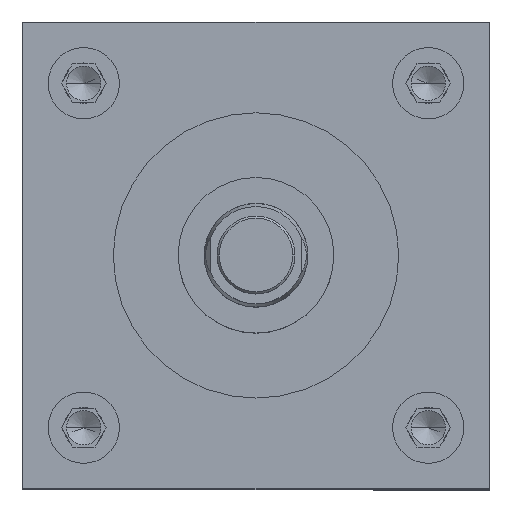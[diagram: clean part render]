
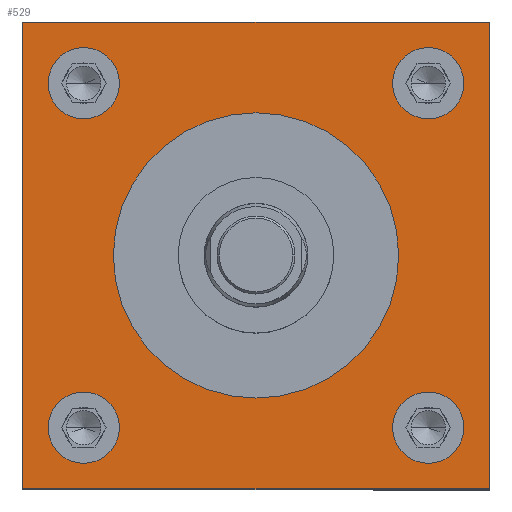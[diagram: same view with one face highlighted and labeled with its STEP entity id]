
A CAD part, top view. The second image highlights one B-rep face of the part: STEP entity #529.
In plain terms, the highlighted planar face has unit normal (0, 0, 1).
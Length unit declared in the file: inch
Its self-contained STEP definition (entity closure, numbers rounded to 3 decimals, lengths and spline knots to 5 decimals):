
#13 = EDGE_CURVE ( 'NONE', #1265, #395, #1332, .T. ) ;
#76 = AXIS2_PLACEMENT_3D ( 'NONE', #2400, #525, #4395 ) ;
#97 = DIRECTION ( 'NONE',  ( 0., 0., 1. ) ) ;
#136 = VERTEX_POINT ( 'NONE', #3004 ) ;
#226 = CARTESIAN_POINT ( 'NONE',  ( -1.66, -1.66, 6.25 ) ) ;
#295 = ORIENTED_EDGE ( 'NONE', *, *, #2214, .F. ) ;
#312 = CARTESIAN_POINT ( 'NONE',  ( 1.3165, -1.66, 6.25 ) ) ;
#390 = LINE ( 'NONE', #1278, #740 ) ;
#395 = VERTEX_POINT ( 'NONE', #2945 ) ;
#435 = CARTESIAN_POINT ( 'NONE',  ( 1.3165, 1.66, 6.25 ) ) ;
#458 = ORIENTED_EDGE ( 'NONE', *, *, #3372, .T. ) ;
#525 = DIRECTION ( 'NONE',  ( 0., 0., 1. ) ) ;
#529 = ADVANCED_FACE ( 'NONE', ( #3546, #3047, #5020, #2608, #5465, #1635 ), #4992, .F. ) ;
#582 = DIRECTION ( 'NONE',  ( 0., 0., 1. ) ) ;
#597 = CARTESIAN_POINT ( 'NONE',  ( 1.66, -1.66, 6.25 ) ) ;
#635 = VERTEX_POINT ( 'NONE', #1169 ) ;
#672 = DIRECTION ( 'NONE',  ( 1., 0., 0. ) ) ;
#737 = EDGE_CURVE ( 'NONE', #5368, #2639, #3878, .T. ) ;
#740 = VECTOR ( 'NONE', #5206, 39.37008 ) ;
#792 = VERTEX_POINT ( 'NONE', #1914 ) ;
#836 = LINE ( 'NONE', #4664, #5546 ) ;
#872 = VERTEX_POINT ( 'NONE', #2481 ) ;
#883 = CARTESIAN_POINT ( 'NONE',  ( 1.66, 1.66, 6.25 ) ) ;
#921 = CARTESIAN_POINT ( 'NONE',  ( -2.25, 2.25, 6.25 ) ) ;
#1045 = CIRCLE ( 'NONE', #2356, 0.3435 ) ;
#1087 = ORIENTED_EDGE ( 'NONE', *, *, #3053, .F. ) ;
#1095 = DIRECTION ( 'NONE',  ( 1., 0., 0. ) ) ;
#1169 = CARTESIAN_POINT ( 'NONE',  ( 2.25, 2.25, 6.25 ) ) ;
#1184 = DIRECTION ( 'NONE',  ( 1., 0., 0. ) ) ;
#1234 = EDGE_CURVE ( 'NONE', #1258, #2922, #3141, .T. ) ;
#1258 = VERTEX_POINT ( 'NONE', #3641 ) ;
#1265 = VERTEX_POINT ( 'NONE', #3052 ) ;
#1278 = CARTESIAN_POINT ( 'NONE',  ( 2.25, -2.25, 6.25 ) ) ;
#1332 = CIRCLE ( 'NONE', #2652, 0.3435 ) ;
#1401 = ORIENTED_EDGE ( 'NONE', *, *, #3770, .T. ) ;
#1432 = VERTEX_POINT ( 'NONE', #2038 ) ;
#1469 = AXIS2_PLACEMENT_3D ( 'NONE', #883, #4298, #3269 ) ;
#1490 = EDGE_CURVE ( 'NONE', #872, #136, #3766, .T. ) ;
#1635 = FACE_OUTER_BOUND ( 'NONE', #5374, .T. ) ;
#1658 = DIRECTION ( 'NONE',  ( 0., 0., 1. ) ) ;
#1671 = CARTESIAN_POINT ( 'NONE',  ( -2.25, -2.25, 6.25 ) ) ;
#1708 = ORIENTED_EDGE ( 'NONE', *, *, #3067, .F. ) ;
#1768 = CIRCLE ( 'NONE', #5274, 0.3435 ) ;
#1845 = EDGE_LOOP ( 'NONE', ( #1087, #1708 ) ) ;
#1914 = CARTESIAN_POINT ( 'NONE',  ( 2.0035, -1.66, 6.25 ) ) ;
#1916 = CARTESIAN_POINT ( 'NONE',  ( -1.66, 1.66, 6.25 ) ) ;
#1978 = CARTESIAN_POINT ( 'NONE',  ( -1.66, 1.66, 6.25 ) ) ;
#2023 = LINE ( 'NONE', #3938, #3833 ) ;
#2038 = CARTESIAN_POINT ( 'NONE',  ( -1.3165, 1.66, 6.25 ) ) ;
#2049 = ORIENTED_EDGE ( 'NONE', *, *, #13, .F. ) ;
#2165 = CARTESIAN_POINT ( 'NONE',  ( 1.66, 1.66, 6.25 ) ) ;
#2214 = EDGE_CURVE ( 'NONE', #792, #3020, #1768, .T. ) ;
#2356 = AXIS2_PLACEMENT_3D ( 'NONE', #2573, #1658, #3540 ) ;
#2400 = CARTESIAN_POINT ( 'NONE',  ( 0., 0., 6.25 ) ) ;
#2481 = CARTESIAN_POINT ( 'NONE',  ( -1.375, 0., 6.25 ) ) ;
#2517 = DIRECTION ( 'NONE',  ( 1., 0., 0. ) ) ;
#2570 = ORIENTED_EDGE ( 'NONE', *, *, #3623, .F. ) ;
#2573 = CARTESIAN_POINT ( 'NONE',  ( 1.66, -1.66, 6.25 ) ) ;
#2588 = DIRECTION ( 'NONE',  ( 1., 0., 0. ) ) ;
#2608 = FACE_BOUND ( 'NONE', #1845, .T. ) ;
#2639 = VERTEX_POINT ( 'NONE', #2899 ) ;
#2652 = AXIS2_PLACEMENT_3D ( 'NONE', #5915, #3961, #5884 ) ;
#2690 = EDGE_CURVE ( 'NONE', #136, #872, #2813, .T. ) ;
#2774 = CARTESIAN_POINT ( 'NONE',  ( 2.25, -2.25, 6.25 ) ) ;
#2792 = DIRECTION ( 'NONE',  ( 0., -1., 0. ) ) ;
#2813 = CIRCLE ( 'NONE', #76, 1.375 ) ;
#2899 = CARTESIAN_POINT ( 'NONE',  ( 2.0035, 1.66, 6.25 ) ) ;
#2922 = VERTEX_POINT ( 'NONE', #2774 ) ;
#2945 = CARTESIAN_POINT ( 'NONE',  ( -1.3165, -1.66, 6.25 ) ) ;
#2978 = CARTESIAN_POINT ( 'NONE',  ( 0., 0., 6.25 ) ) ;
#3004 = CARTESIAN_POINT ( 'NONE',  ( 1.375, 0., 6.25 ) ) ;
#3020 = VERTEX_POINT ( 'NONE', #312 ) ;
#3047 = FACE_BOUND ( 'NONE', #4795, .T. ) ;
#3052 = CARTESIAN_POINT ( 'NONE',  ( -2.0035, -1.66, 6.25 ) ) ;
#3053 = EDGE_CURVE ( 'NONE', #1432, #4973, #3873, .T. ) ;
#3067 = EDGE_CURVE ( 'NONE', #4973, #1432, #3274, .T. ) ;
#3141 = LINE ( 'NONE', #1671, #3694 ) ;
#3269 = DIRECTION ( 'NONE',  ( 1., 0., 0. ) ) ;
#3274 = CIRCLE ( 'NONE', #4673, 0.3435 ) ;
#3372 = EDGE_CURVE ( 'NONE', #2922, #635, #390, .T. ) ;
#3392 = DIRECTION ( 'NONE',  ( 0., 0., 1. ) ) ;
#3394 = EDGE_LOOP ( 'NONE', ( #295, #5304 ) ) ;
#3402 = DIRECTION ( 'NONE',  ( 0., 0., 1. ) ) ;
#3414 = DIRECTION ( 'NONE',  ( 0., 0., 1. ) ) ;
#3427 = EDGE_LOOP ( 'NONE', ( #2570, #2049 ) ) ;
#3450 = ORIENTED_EDGE ( 'NONE', *, *, #1234, .T. ) ;
#3465 = DIRECTION ( 'NONE',  ( -1., 0., 0. ) ) ;
#3540 = DIRECTION ( 'NONE',  ( 1., 0., 0. ) ) ;
#3546 = FACE_BOUND ( 'NONE', #3394, .T. ) ;
#3565 = AXIS2_PLACEMENT_3D ( 'NONE', #2978, #3414, #1095 ) ;
#3578 = DIRECTION ( 'NONE',  ( 0., 0., -1. ) ) ;
#3606 = EDGE_CURVE ( 'NONE', #3020, #792, #1045, .T. ) ;
#3619 = AXIS2_PLACEMENT_3D ( 'NONE', #5498, #3578, #4517 ) ;
#3623 = EDGE_CURVE ( 'NONE', #395, #1265, #3656, .T. ) ;
#3641 = CARTESIAN_POINT ( 'NONE',  ( -2.25, -2.25, 6.25 ) ) ;
#3652 = EDGE_CURVE ( 'NONE', #2639, #5368, #4959, .T. ) ;
#3656 = CIRCLE ( 'NONE', #6065, 0.3435 ) ;
#3694 = VECTOR ( 'NONE', #2588, 39.37008 ) ;
#3766 = CIRCLE ( 'NONE', #3565, 1.375 ) ;
#3770 = EDGE_CURVE ( 'NONE', #4246, #1258, #836, .T. ) ;
#3833 = VECTOR ( 'NONE', #3465, 39.37008 ) ;
#3838 = ORIENTED_EDGE ( 'NONE', *, *, #1490, .F. ) ;
#3847 = CARTESIAN_POINT ( 'NONE',  ( -2.0035, 1.66, 6.25 ) ) ;
#3873 = CIRCLE ( 'NONE', #5987, 0.3435 ) ;
#3878 = CIRCLE ( 'NONE', #1469, 0.3435 ) ;
#3938 = CARTESIAN_POINT ( 'NONE',  ( -2.25, 2.25, 6.25 ) ) ;
#3961 = DIRECTION ( 'NONE',  ( 0., 0., 1. ) ) ;
#4246 = VERTEX_POINT ( 'NONE', #921 ) ;
#4251 = AXIS2_PLACEMENT_3D ( 'NONE', #2165, #97, #1184 ) ;
#4298 = DIRECTION ( 'NONE',  ( 0., 0., 1. ) ) ;
#4372 = DIRECTION ( 'NONE',  ( 1., 0., 0. ) ) ;
#4395 = DIRECTION ( 'NONE',  ( 1., 0., 0. ) ) ;
#4517 = DIRECTION ( 'NONE',  ( -1., 0., 0. ) ) ;
#4579 = ORIENTED_EDGE ( 'NONE', *, *, #3652, .F. ) ;
#4625 = ORIENTED_EDGE ( 'NONE', *, *, #737, .F. ) ;
#4664 = CARTESIAN_POINT ( 'NONE',  ( -2.25, -2.25, 6.25 ) ) ;
#4673 = AXIS2_PLACEMENT_3D ( 'NONE', #1916, #3392, #5845 ) ;
#4795 = EDGE_LOOP ( 'NONE', ( #4579, #4625 ) ) ;
#4956 = EDGE_LOOP ( 'NONE', ( #5081, #3838 ) ) ;
#4959 = CIRCLE ( 'NONE', #4251, 0.3435 ) ;
#4973 = VERTEX_POINT ( 'NONE', #3847 ) ;
#4992 = PLANE ( 'NONE',  #3619 ) ;
#5020 = FACE_BOUND ( 'NONE', #3427, .T. ) ;
#5081 = ORIENTED_EDGE ( 'NONE', *, *, #2690, .F. ) ;
#5140 = EDGE_CURVE ( 'NONE', #635, #4246, #2023, .T. ) ;
#5206 = DIRECTION ( 'NONE',  ( 0., 1., 0. ) ) ;
#5274 = AXIS2_PLACEMENT_3D ( 'NONE', #597, #3402, #4372 ) ;
#5304 = ORIENTED_EDGE ( 'NONE', *, *, #3606, .F. ) ;
#5368 = VERTEX_POINT ( 'NONE', #435 ) ;
#5374 = EDGE_LOOP ( 'NONE', ( #1401, #3450, #458, #5828 ) ) ;
#5465 = FACE_BOUND ( 'NONE', #4956, .T. ) ;
#5498 = CARTESIAN_POINT ( 'NONE',  ( -2.25, 2.25, 6.25 ) ) ;
#5546 = VECTOR ( 'NONE', #2792, 39.37008 ) ;
#5828 = ORIENTED_EDGE ( 'NONE', *, *, #5140, .T. ) ;
#5845 = DIRECTION ( 'NONE',  ( 1., 0., 0. ) ) ;
#5884 = DIRECTION ( 'NONE',  ( 1., 0., 0. ) ) ;
#5901 = DIRECTION ( 'NONE',  ( 0., 0., 1. ) ) ;
#5915 = CARTESIAN_POINT ( 'NONE',  ( -1.66, -1.66, 6.25 ) ) ;
#5987 = AXIS2_PLACEMENT_3D ( 'NONE', #1978, #582, #2517 ) ;
#6065 = AXIS2_PLACEMENT_3D ( 'NONE', #226, #5901, #672 ) ;
